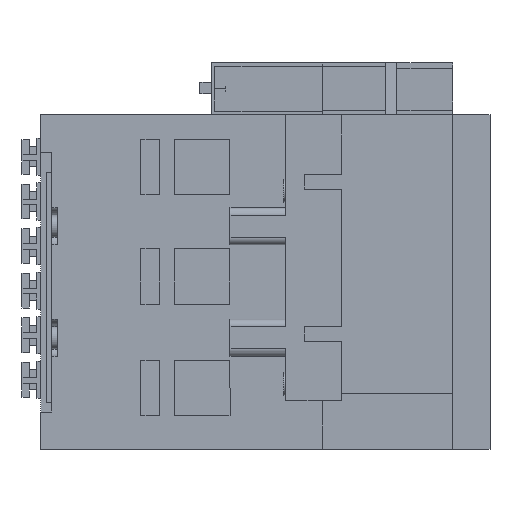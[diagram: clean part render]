
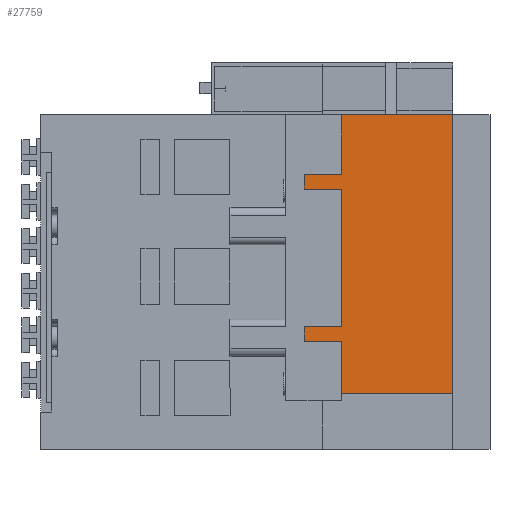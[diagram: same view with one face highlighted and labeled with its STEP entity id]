
A CAD part, front view. The second image highlights one B-rep face of the part: STEP entity #27759.
In plain terms, the highlighted planar face has unit normal (0, -1, 0).
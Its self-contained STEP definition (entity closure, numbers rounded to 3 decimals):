
#723 = ORIENTED_EDGE ( 'NONE', *, *, #14449, .T. ) ;
#774 = VERTEX_POINT ( 'NONE', #7960 ) ;
#901 = LINE ( 'NONE', #1365, #22109 ) ;
#1001 = VERTEX_POINT ( 'NONE', #6316 ) ;
#1121 = ORIENTED_EDGE ( 'NONE', *, *, #9283, .F. ) ;
#1365 = CARTESIAN_POINT ( 'NONE',  ( 18., -65., -16. ) ) ;
#1525 = VECTOR ( 'NONE', #12770, 1000. ) ;
#2210 = CARTESIAN_POINT ( 'NONE',  ( 8., -65., -16. ) ) ;
#2235 = ORIENTED_EDGE ( 'NONE', *, *, #18875, .T. ) ;
#2649 = ORIENTED_EDGE ( 'NONE', *, *, #18474, .T. ) ;
#3223 = VERTEX_POINT ( 'NONE', #14436 ) ;
#3590 = ORIENTED_EDGE ( 'NONE', *, *, #23141, .T. ) ;
#3605 = EDGE_LOOP ( 'NONE', ( #23639, #2649, #4436, #8086, #1121, #2235, #15550, #723, #12162, #16248, #3590, #20922 ) ) ;
#3646 = CARTESIAN_POINT ( 'NONE',  ( 18., -65., 29. ) ) ;
#3694 = FACE_OUTER_BOUND ( 'NONE', #3605, .T. ) ;
#3867 = DIRECTION ( 'NONE',  ( 0., 0., 1. ) ) ;
#4190 = VERTEX_POINT ( 'NONE', #27745 ) ;
#4333 = LINE ( 'NONE', #5174, #18031 ) ;
#4436 = ORIENTED_EDGE ( 'NONE', *, *, #22707, .T. ) ;
#4472 = CARTESIAN_POINT ( 'NONE',  ( 48., -65., -30. ) ) ;
#4876 = CARTESIAN_POINT ( 'NONE',  ( 18., -65., 45. ) ) ;
#5174 = CARTESIAN_POINT ( 'NONE',  ( 18., -65., 25. ) ) ;
#5379 = CARTESIAN_POINT ( 'NONE',  ( 18., -65., 25. ) ) ;
#5574 = CARTESIAN_POINT ( 'NONE',  ( 18., -65., 29. ) ) ;
#6316 = CARTESIAN_POINT ( 'NONE',  ( 8., -65., 29. ) ) ;
#6912 = DIRECTION ( 'NONE',  ( 0., 0., -1. ) ) ;
#6980 = EDGE_CURVE ( 'NONE', #1001, #4190, #18831, .T. ) ;
#7325 = LINE ( 'NONE', #11047, #1525 ) ;
#7482 = DIRECTION ( 'NONE',  ( 1., 0., 0. ) ) ;
#7960 = CARTESIAN_POINT ( 'NONE',  ( 18., -65., -12. ) ) ;
#8086 = ORIENTED_EDGE ( 'NONE', *, *, #18969, .F. ) ;
#8465 = CARTESIAN_POINT ( 'NONE',  ( 18., -65., -32. ) ) ;
#8710 = DIRECTION ( 'NONE',  ( 0., 0., -1. ) ) ;
#8730 = LINE ( 'NONE', #9061, #16223 ) ;
#9061 = CARTESIAN_POINT ( 'NONE',  ( 18., -65., -12. ) ) ;
#9283 = EDGE_CURVE ( 'NONE', #14580, #12948, #25845, .T. ) ;
#9438 = LINE ( 'NONE', #24228, #17331 ) ;
#9509 = VECTOR ( 'NONE', #3867, 1000. ) ;
#9697 = VECTOR ( 'NONE', #25903, 1000. ) ;
#10195 = LINE ( 'NONE', #8465, #9509 ) ;
#10492 = VECTOR ( 'NONE', #25897, 1000. ) ;
#11047 = CARTESIAN_POINT ( 'NONE',  ( 48., -65., -30. ) ) ;
#11391 = LINE ( 'NONE', #23414, #9697 ) ;
#12162 = ORIENTED_EDGE ( 'NONE', *, *, #27060, .F. ) ;
#12351 = VECTOR ( 'NONE', #28317, 1000. ) ;
#12456 = VECTOR ( 'NONE', #12830, 1000. ) ;
#12770 = DIRECTION ( 'NONE',  ( 1., 0., 0. ) ) ;
#12772 = LINE ( 'NONE', #5574, #12456 ) ;
#12830 = DIRECTION ( 'NONE',  ( -1., 0., 0. ) ) ;
#12948 = VERTEX_POINT ( 'NONE', #4876 ) ;
#14436 = CARTESIAN_POINT ( 'NONE',  ( 48., -65., 45. ) ) ;
#14449 = EDGE_CURVE ( 'NONE', #4190, #15347, #4333, .T. ) ;
#14539 = EDGE_CURVE ( 'NONE', #21352, #19556, #901, .T. ) ;
#14580 = VERTEX_POINT ( 'NONE', #3646 ) ;
#15271 = EDGE_CURVE ( 'NONE', #19948, #19556, #19700, .T. ) ;
#15347 = VERTEX_POINT ( 'NONE', #5379 ) ;
#15550 = ORIENTED_EDGE ( 'NONE', *, *, #6980, .T. ) ;
#15617 = CARTESIAN_POINT ( 'NONE',  ( 18., -65., -32. ) ) ;
#15666 = DIRECTION ( 'NONE',  ( 0., -1., 0. ) ) ;
#15888 = DIRECTION ( 'NONE',  ( 0., 0., 1. ) ) ;
#16223 = VECTOR ( 'NONE', #24313, 1000. ) ;
#16248 = ORIENTED_EDGE ( 'NONE', *, *, #16548, .T. ) ;
#16548 = EDGE_CURVE ( 'NONE', #774, #16940, #8730, .T. ) ;
#16661 = DIRECTION ( 'NONE',  ( 1., 0., 0. ) ) ;
#16940 = VERTEX_POINT ( 'NONE', #20716 ) ;
#17309 = VERTEX_POINT ( 'NONE', #22148 ) ;
#17331 = VECTOR ( 'NONE', #22313, 1000. ) ;
#17962 = VECTOR ( 'NONE', #6912, 1000. ) ;
#17974 = CARTESIAN_POINT ( 'NONE',  ( 18., -65., -16. ) ) ;
#18010 = VECTOR ( 'NONE', #15888, 1000. ) ;
#18031 = VECTOR ( 'NONE', #7482, 1000. ) ;
#18474 = EDGE_CURVE ( 'NONE', #19948, #17309, #7325, .T. ) ;
#18831 = LINE ( 'NONE', #19523, #12351 ) ;
#18875 = EDGE_CURVE ( 'NONE', #14580, #1001, #12772, .T. ) ;
#18969 = EDGE_CURVE ( 'NONE', #12948, #3223, #11391, .T. ) ;
#19315 = CARTESIAN_POINT ( 'NONE',  ( 18., -65., -32. ) ) ;
#19523 = CARTESIAN_POINT ( 'NONE',  ( 8., -65., 25. ) ) ;
#19556 = VERTEX_POINT ( 'NONE', #17974 ) ;
#19685 = LINE ( 'NONE', #28235, #17962 ) ;
#19700 = LINE ( 'NONE', #15617, #18010 ) ;
#19774 = PLANE ( 'NONE',  #25286 ) ;
#19948 = VERTEX_POINT ( 'NONE', #21677 ) ;
#20716 = CARTESIAN_POINT ( 'NONE',  ( 8., -65., -12. ) ) ;
#20922 = ORIENTED_EDGE ( 'NONE', *, *, #14539, .T. ) ;
#21352 = VERTEX_POINT ( 'NONE', #2210 ) ;
#21677 = CARTESIAN_POINT ( 'NONE',  ( 18., -65., -30. ) ) ;
#22109 = VECTOR ( 'NONE', #16661, 1000. ) ;
#22148 = CARTESIAN_POINT ( 'NONE',  ( 48., -65., -30. ) ) ;
#22313 = DIRECTION ( 'NONE',  ( 0., 0., 1. ) ) ;
#22707 = EDGE_CURVE ( 'NONE', #17309, #3223, #9438, .T. ) ;
#23141 = EDGE_CURVE ( 'NONE', #16940, #21352, #19685, .T. ) ;
#23414 = CARTESIAN_POINT ( 'NONE',  ( 48., -65., 45. ) ) ;
#23639 = ORIENTED_EDGE ( 'NONE', *, *, #15271, .F. ) ;
#24228 = CARTESIAN_POINT ( 'NONE',  ( 48., -65., -30. ) ) ;
#24313 = DIRECTION ( 'NONE',  ( -1., 0., 0. ) ) ;
#25286 = AXIS2_PLACEMENT_3D ( 'NONE', #4472, #15666, #8710 ) ;
#25845 = LINE ( 'NONE', #19315, #10492 ) ;
#25897 = DIRECTION ( 'NONE',  ( 0., 0., 1. ) ) ;
#25903 = DIRECTION ( 'NONE',  ( 1., 0., 0. ) ) ;
#27060 = EDGE_CURVE ( 'NONE', #774, #15347, #10195, .T. ) ;
#27745 = CARTESIAN_POINT ( 'NONE',  ( 8., -65., 25. ) ) ;
#27759 = ADVANCED_FACE ( 'NONE', ( #3694 ), #19774, .T. ) ;
#28235 = CARTESIAN_POINT ( 'NONE',  ( 8., -65., -16. ) ) ;
#28317 = DIRECTION ( 'NONE',  ( 0., 0., -1. ) ) ;
